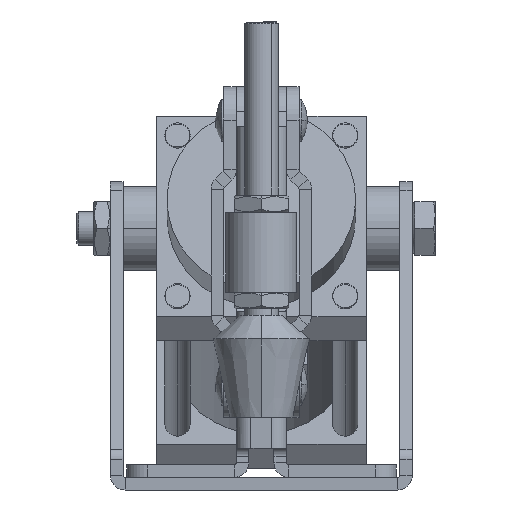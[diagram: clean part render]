
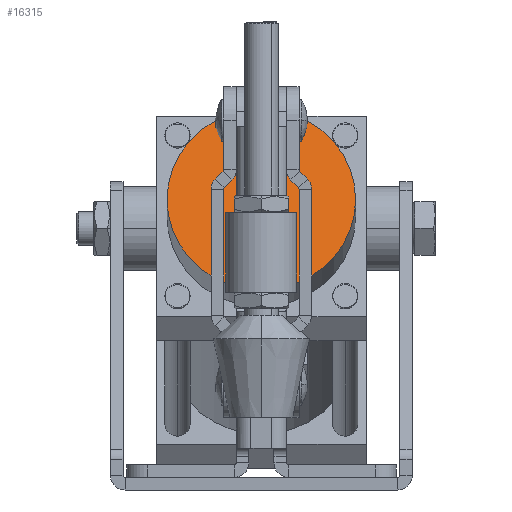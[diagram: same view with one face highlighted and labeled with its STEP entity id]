
A CAD part, left-side view. The second image highlights one B-rep face of the part: STEP entity #16315.
In plain terms, the highlighted face is planar.
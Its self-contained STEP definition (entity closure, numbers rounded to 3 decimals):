
#1525 = EDGE_LOOP ( 'NONE', ( #29151, #29152 ) ) ;
#1529 = EDGE_LOOP ( 'NONE', ( #29153, #29154 ) ) ;
#4101 = CARTESIAN_POINT ( 'NONE',  ( 0., 0., 0. ) ) ;
#4103 = DIRECTION ( 'NONE',  ( -1., 0., 0. ) ) ;
#4105 = DIRECTION ( 'NONE',  ( 0., 0., 1. ) ) ;
#7027 = CARTESIAN_POINT ( 'NONE',  ( 0., 0., 0. ) ) ;
#7028 = DIRECTION ( 'NONE',  ( -1., 0., 0. ) ) ;
#7029 = DIRECTION ( 'NONE',  ( 0., 0., 1. ) ) ;
#7031 = CARTESIAN_POINT ( 'NONE',  ( 0., 0., 0. ) ) ;
#7032 = DIRECTION ( 'NONE',  ( -1., 0., 0. ) ) ;
#7033 = DIRECTION ( 'NONE',  ( 0., 0., 1. ) ) ;
#7091 = AXIS2_PLACEMENT_3D ( 'NONE', #7027, #7028, #7029 ) ;
#7092 = AXIS2_PLACEMENT_3D ( 'NONE', #7031, #7032, #7033 ) ;
#9593 = AXIS2_PLACEMENT_3D ( 'NONE', #33833, #33838, #33839 ) ;
#9773 = AXIS2_PLACEMENT_3D ( 'NONE', #14665, #14666, #14667 ) ;
#9777 = AXIS2_PLACEMENT_3D ( 'NONE', #4101, #4103, #4105 ) ;
#10451 = FACE_BOUND ( 'NONE', #1525, .T. ) ;
#10454 = FACE_OUTER_BOUND ( 'NONE', #1529, .T. ) ;
#10910 = CIRCLE ( 'NONE', #9773, 6. ) ;
#10922 = CIRCLE ( 'NONE', #9777, 22.5 ) ;
#14665 = CARTESIAN_POINT ( 'NONE',  ( 0., 0., 0. ) ) ;
#14666 = DIRECTION ( 'NONE',  ( -1., 0., 0. ) ) ;
#14667 = DIRECTION ( 'NONE',  ( 0., 0., 1. ) ) ;
#16315 = ADVANCED_FACE ( 'NONE', ( #10451, #10454 ), #33832, .F. ) ;
#18698 = CARTESIAN_POINT ( 'NONE',  ( 0., 0., -6. ) ) ;
#18699 = CARTESIAN_POINT ( 'NONE',  ( 0., 0., 6. ) ) ;
#18705 = CARTESIAN_POINT ( 'NONE',  ( 0., 0., 22.5 ) ) ;
#18706 = CARTESIAN_POINT ( 'NONE',  ( 0., 0., -22.5 ) ) ;
#22615 = CIRCLE ( 'NONE', #7091, 6. ) ;
#22616 = CIRCLE ( 'NONE', #7092, 22.5 ) ;
#23683 = EDGE_CURVE ( 'NONE', #31080, #31081, #10910, .T. ) ;
#23691 = EDGE_CURVE ( 'NONE', #31087, #31088, #10922, .T. ) ;
#24026 = EDGE_CURVE ( 'NONE', #31081, #31080, #22615, .T. ) ;
#24027 = EDGE_CURVE ( 'NONE', #31088, #31087, #22616, .T. ) ;
#29151 = ORIENTED_EDGE ( 'NONE', *, *, #24026, .F. ) ;
#29152 = ORIENTED_EDGE ( 'NONE', *, *, #23683, .F. ) ;
#29153 = ORIENTED_EDGE ( 'NONE', *, *, #23691, .T. ) ;
#29154 = ORIENTED_EDGE ( 'NONE', *, *, #24027, .T. ) ;
#31080 = VERTEX_POINT ( 'NONE', #18698 ) ;
#31081 = VERTEX_POINT ( 'NONE', #18699 ) ;
#31087 = VERTEX_POINT ( 'NONE', #18705 ) ;
#31088 = VERTEX_POINT ( 'NONE', #18706 ) ;
#33832 = PLANE ( 'NONE',  #9593 ) ;
#33833 = CARTESIAN_POINT ( 'NONE',  ( 0., 0., 0. ) ) ;
#33838 = DIRECTION ( 'NONE',  ( 1., 0., 0. ) ) ;
#33839 = DIRECTION ( 'NONE',  ( 0., 0., -1. ) ) ;
